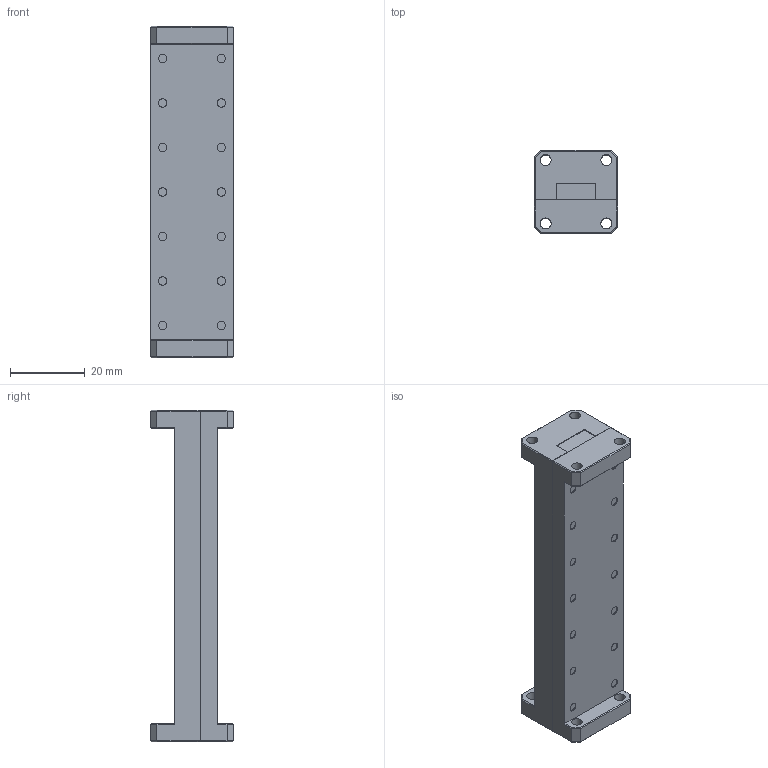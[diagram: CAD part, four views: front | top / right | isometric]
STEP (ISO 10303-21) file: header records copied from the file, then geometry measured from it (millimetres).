
FILE_DESCRIPTION (( 'STEP AP203' ), '1' );
FILE_NAME ('SWF-24323340-42-H1.STEP', '2022-07-08T16:56:59', ( '' ), ( '' ), 'SwSTEP 2.0', 'SolidWorks 2021', '' );
FILE_SCHEMA (( 'CONFIG_CONTROL_DESIGN' ));
Length unit declared in the file: inch
Products named in the file (1): SWF-24323340-42-H1
Bounding box: 22.35 x 22.35 x 88.9 mm (x, y, z)
Volume: 23869.3 mm3; surface area: 14143.3 mm2
Topology: 16 solids, 16 shells, 554 faces, 1142 edges, 676 vertices
Faces by surface type: plane 244, cylinder 156, cone 154
Entity records: 14967 total; most frequent: CARTESIAN_POINT 2975, DIRECTION 2620, ORIENTED_EDGE 2284, EDGE_CURVE 1142, AXIS2_PLACEMENT_3D 1021, VERTEX_POINT 676, EDGE_LOOP 654, LINE 578
